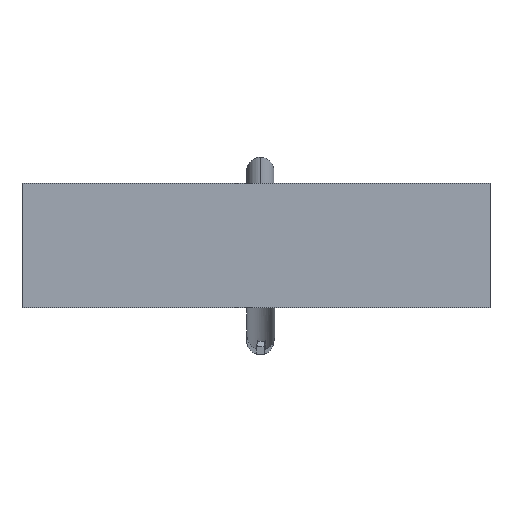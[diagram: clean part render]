
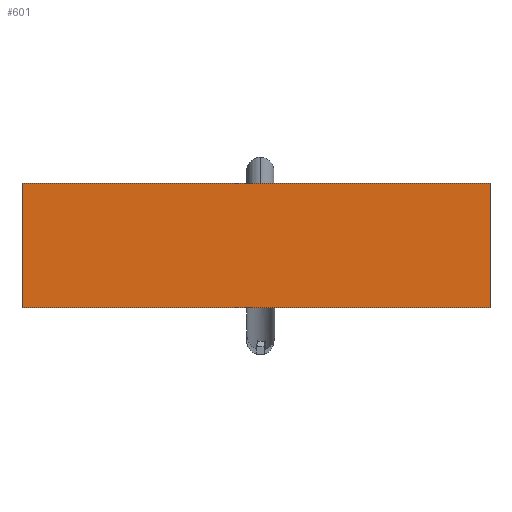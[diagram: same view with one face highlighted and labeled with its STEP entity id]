
A CAD part, front view. The second image highlights one B-rep face of the part: STEP entity #601.
In plain terms, the highlighted planar face has unit normal (0, -1, 0).
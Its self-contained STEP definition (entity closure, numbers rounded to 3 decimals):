
#486 = VERTEX_POINT ( 'NONE', #1418 ) ;
#532 = VERTEX_POINT ( 'NONE', #1528 ) ;
#534 = EDGE_CURVE ( 'NONE', #535, #532, #1527, .T. ) ;
#535 = VERTEX_POINT ( 'NONE', #1523 ) ;
#540 = EDGE_CURVE ( 'NONE', #486, #541, #1517, .T. ) ;
#541 = VERTEX_POINT ( 'NONE', #1513 ) ;
#601 = ADVANCED_FACE ( 'NONE', ( #1662 ), #1661, .F. ) ;
#602 = EDGE_LOOP ( 'NONE', ( #603, #605, #607, #608 ) ) ;
#603 = ORIENTED_EDGE ( 'NONE', *, *, #534, .T. ) ;
#605 = ORIENTED_EDGE ( 'NONE', *, *, #606, .F. ) ;
#606 = EDGE_CURVE ( 'NONE', #541, #532, #1656, .T. ) ;
#607 = ORIENTED_EDGE ( 'NONE', *, *, #540, .F. ) ;
#608 = ORIENTED_EDGE ( 'NONE', *, *, #609, .F. ) ;
#609 = EDGE_CURVE ( 'NONE', #535, #486, #1652, .T. ) ;
#1418 = CARTESIAN_POINT ( 'NONE',  ( 60., 0., 17.5 ) ) ;
#1513 = CARTESIAN_POINT ( 'NONE',  ( 60., 0., 1.5 ) ) ;
#1514 = DIRECTION ( 'NONE',  ( 0., 0., -1. ) ) ;
#1515 = VECTOR ( 'NONE', #1514, 1000. ) ;
#1516 = CARTESIAN_POINT ( 'NONE',  ( 60., 0., 19. ) ) ;
#1517 = LINE ( 'NONE', #1516, #1515 ) ;
#1523 = CARTESIAN_POINT ( 'NONE',  ( 0., 0., 17.5 ) ) ;
#1524 = DIRECTION ( 'NONE',  ( 0., 0., -1. ) ) ;
#1525 = VECTOR ( 'NONE', #1524, 1000. ) ;
#1526 = CARTESIAN_POINT ( 'NONE',  ( 0., 0., 19. ) ) ;
#1527 = LINE ( 'NONE', #1526, #1525 ) ;
#1528 = CARTESIAN_POINT ( 'NONE',  ( 0., 0., 1.5 ) ) ;
#1649 = DIRECTION ( 'NONE',  ( 1., 0., 0. ) ) ;
#1650 = VECTOR ( 'NONE', #1649, 1000. ) ;
#1651 = CARTESIAN_POINT ( 'NONE',  ( 0., 0., 17.5 ) ) ;
#1652 = LINE ( 'NONE', #1651, #1650 ) ;
#1653 = DIRECTION ( 'NONE',  ( -1., 0., 0. ) ) ;
#1654 = VECTOR ( 'NONE', #1653, 1000. ) ;
#1655 = CARTESIAN_POINT ( 'NONE',  ( 0., 0., 1.5 ) ) ;
#1656 = LINE ( 'NONE', #1655, #1654 ) ;
#1657 = DIRECTION ( 'NONE',  ( 0., 0., 1. ) ) ;
#1658 = DIRECTION ( 'NONE',  ( 0., 1., 0. ) ) ;
#1659 = CARTESIAN_POINT ( 'NONE',  ( 0., 0., 19. ) ) ;
#1660 = AXIS2_PLACEMENT_3D ( 'NONE', #1659, #1658, #1657 ) ;
#1661 = PLANE ( 'NONE',  #1660 ) ;
#1662 = FACE_OUTER_BOUND ( 'NONE', #602, .T. ) ;
